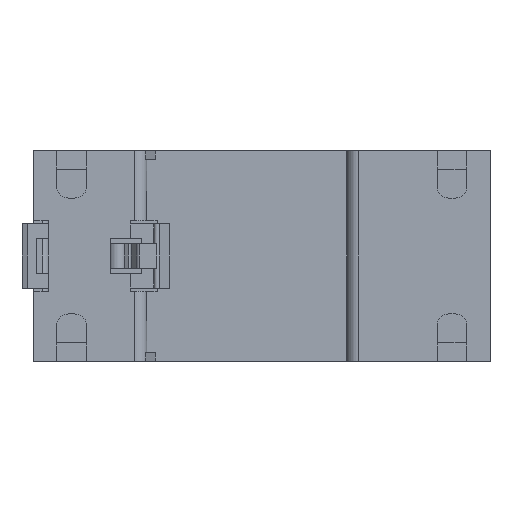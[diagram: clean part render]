
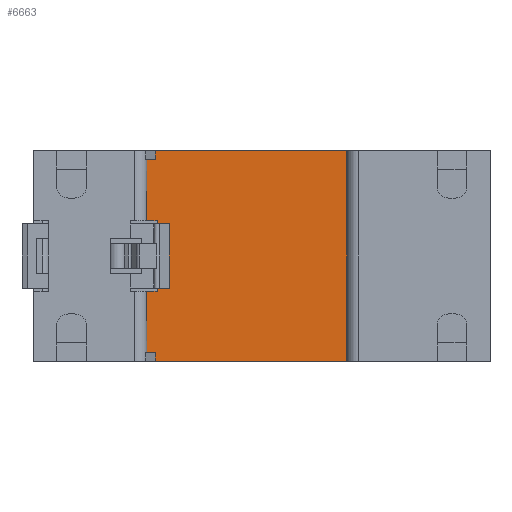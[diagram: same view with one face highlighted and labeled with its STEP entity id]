
A CAD part, front view. The second image highlights one B-rep face of the part: STEP entity #6663.
In plain terms, the highlighted planar face has unit normal (0, -1, 0).
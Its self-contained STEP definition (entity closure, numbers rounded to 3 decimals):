
#548=DIRECTION('',(-1.,0.,0.));
#549=VECTOR('',#548,1.8);
#550=CARTESIAN_POINT('',(-17.9,0.,24.));
#551=LINE('',#550,#549);
#552=DIRECTION('',(1.,0.,0.));
#553=VECTOR('',#552,35.5);
#554=CARTESIAN_POINT('',(-18.2,0.,36.));
#555=LINE('',#554,#553);
#556=DIRECTION('',(0.,0.,-1.));
#557=VECTOR('',#556,36.);
#558=CARTESIAN_POINT('',(17.3,0.,36.));
#559=LINE('',#558,#557);
#560=DIRECTION('',(-1.,0.,0.));
#561=VECTOR('',#560,35.5);
#562=CARTESIAN_POINT('',(17.3,0.,0.));
#563=LINE('',#562,#561);
#568=DIRECTION('',(0.,0.,-1.));
#569=VECTOR('',#568,12.);
#570=CARTESIAN_POINT('',(-17.9,0.,24.));
#571=LINE('',#570,#569);
#1147=DIRECTION('',(0.,0.,-1.));
#1148=VECTOR('',#1147,1.5);
#1149=CARTESIAN_POINT('',(-18.2,0.,36.));
#1150=LINE('',#1149,#1148);
#1168=DIRECTION('',(-1.,0.,0.));
#1169=VECTOR('',#1168,1.5);
#1170=CARTESIAN_POINT('',(-18.2,0.,34.5));
#1171=LINE('',#1170,#1169);
#1176=DIRECTION('',(0.,0.,-1.));
#1177=VECTOR('',#1176,10.5);
#1178=CARTESIAN_POINT('',(-19.7,0.,34.5));
#1179=LINE('',#1178,#1177);
#1532=DIRECTION('',(-1.,0.,0.));
#1533=VECTOR('',#1532,1.8);
#1534=CARTESIAN_POINT('',(-17.9,0.,12.));
#1535=LINE('',#1534,#1533);
#1573=DIRECTION('',(0.,0.,-1.));
#1574=VECTOR('',#1573,10.5);
#1575=CARTESIAN_POINT('',(-19.7,0.,12.));
#1576=LINE('',#1575,#1574);
#1586=DIRECTION('',(1.,0.,0.));
#1587=VECTOR('',#1586,1.5);
#1588=CARTESIAN_POINT('',(-19.7,0.,1.5));
#1589=LINE('',#1588,#1587);
#1606=DIRECTION('',(0.,0.,-1.));
#1607=VECTOR('',#1606,1.5);
#1608=CARTESIAN_POINT('',(-18.2,0.,1.5));
#1609=LINE('',#1608,#1607);
#4856=CARTESIAN_POINT('',(-17.9,0.,24.));
#4857=CARTESIAN_POINT('',(-19.7,0.,24.));
#4858=VERTEX_POINT('',#4856);
#4859=VERTEX_POINT('',#4857);
#5043=CARTESIAN_POINT('',(-18.2,0.,0.));
#5044=VERTEX_POINT('',#5043);
#5146=CARTESIAN_POINT('',(-18.2,0.,36.));
#5148=VERTEX_POINT('',#5146);
#5291=CARTESIAN_POINT('',(17.3,0.,36.));
#5292=CARTESIAN_POINT('',(17.3,0.,0.));
#5293=VERTEX_POINT('',#5291);
#5294=VERTEX_POINT('',#5292);
#5295=CARTESIAN_POINT('',(-17.9,0.,12.));
#5296=VERTEX_POINT('',#5295);
#5297=CARTESIAN_POINT('',(-18.2,0.,34.5));
#5298=CARTESIAN_POINT('',(-19.7,0.,34.5));
#5299=VERTEX_POINT('',#5297);
#5300=VERTEX_POINT('',#5298);
#5301=CARTESIAN_POINT('',(-19.7,0.,12.));
#5302=VERTEX_POINT('',#5301);
#5342=CARTESIAN_POINT('',(-19.7,0.,1.5));
#5344=VERTEX_POINT('',#5342);
#5347=CARTESIAN_POINT('',(-18.2,0.,1.5));
#5348=VERTEX_POINT('',#5347);
#6634=CARTESIAN_POINT('',(-1.2,0.,18.));
#6635=DIRECTION('',(0.,1.,0.));
#6636=DIRECTION('',(1.,0.,0.));
#6637=AXIS2_PLACEMENT_3D('',#6634,#6635,#6636);
#6638=PLANE('',#6637);
#6640=ORIENTED_EDGE('',*,*,#6639,.F.);
#6642=ORIENTED_EDGE('',*,*,#6641,.T.);
#6644=ORIENTED_EDGE('',*,*,#6643,.F.);
#6646=ORIENTED_EDGE('',*,*,#6645,.F.);
#6648=ORIENTED_EDGE('',*,*,#6647,.F.);
#6650=ORIENTED_EDGE('',*,*,#6649,.T.);
#6651=ORIENTED_EDGE('',*,*,#6625,.T.);
#6652=ORIENTED_EDGE('',*,*,#5990,.T.);
#6654=ORIENTED_EDGE('',*,*,#6653,.F.);
#6656=ORIENTED_EDGE('',*,*,#6655,.F.);
#6658=ORIENTED_EDGE('',*,*,#6657,.F.);
#6660=ORIENTED_EDGE('',*,*,#6659,.F.);
#6661=EDGE_LOOP('',(#6640,#6642,#6644,#6646,#6648,#6650,#6651,#6652,#6654,#6656,
#6658,#6660));
#6662=FACE_OUTER_BOUND('',#6661,.F.);
#5990=EDGE_CURVE('',#5294,#5044,#563,.T.);
#6625=EDGE_CURVE('',#5293,#5294,#559,.T.);
#6639=EDGE_CURVE('',#4858,#5296,#571,.T.);
#6641=EDGE_CURVE('',#4858,#4859,#551,.T.);
#6643=EDGE_CURVE('',#5300,#4859,#1179,.T.);
#6645=EDGE_CURVE('',#5299,#5300,#1171,.T.);
#6647=EDGE_CURVE('',#5148,#5299,#1150,.T.);
#6649=EDGE_CURVE('',#5148,#5293,#555,.T.);
#6653=EDGE_CURVE('',#5348,#5044,#1609,.T.);
#6655=EDGE_CURVE('',#5344,#5348,#1589,.T.);
#6657=EDGE_CURVE('',#5302,#5344,#1576,.T.);
#6659=EDGE_CURVE('',#5296,#5302,#1535,.T.);
#6663=ADVANCED_FACE('',(#6662),#6638,.F.);
